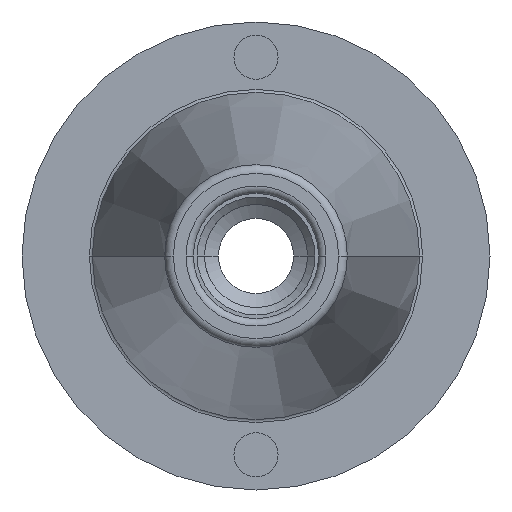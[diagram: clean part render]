
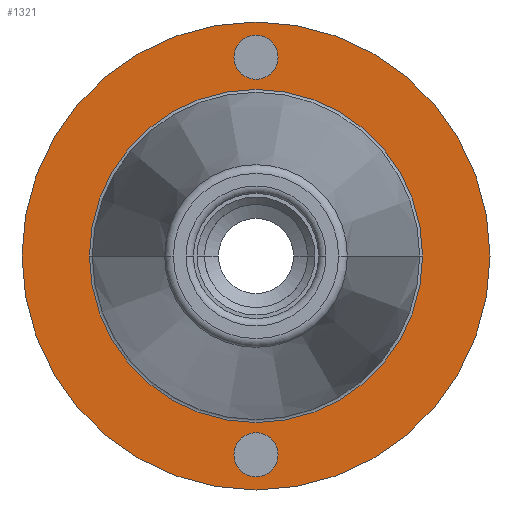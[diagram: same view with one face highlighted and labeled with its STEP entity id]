
A CAD part, left-side view. The second image highlights one B-rep face of the part: STEP entity #1321.
In plain terms, the highlighted planar face has unit normal (-1, 0, 0).
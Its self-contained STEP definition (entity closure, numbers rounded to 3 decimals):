
#70=CARTESIAN_POINT('',(-15.9,0.,0.));
#71=DIRECTION('',(-1.,0.,0.));
#72=DIRECTION('',(0.,1.,0.));
#73=AXIS2_PLACEMENT_3D('',#70,#71,#72);
#75=CARTESIAN_POINT('',(-15.9,0.,0.));
#76=DIRECTION('',(1.,0.,0.));
#77=DIRECTION('',(0.,1.,0.));
#78=AXIS2_PLACEMENT_3D('',#75,#76,#77);
#80=CARTESIAN_POINT('',(-15.9,0.,0.));
#81=DIRECTION('',(1.,0.,0.));
#82=DIRECTION('',(0.,1.,0.));
#83=AXIS2_PLACEMENT_3D('',#80,#81,#82);
#85=CARTESIAN_POINT('',(-15.9,0.,0.));
#86=DIRECTION('',(-1.,0.,0.));
#87=DIRECTION('',(0.,1.,0.));
#88=AXIS2_PLACEMENT_3D('',#85,#86,#87);
#90=CARTESIAN_POINT('',(-15.9,0.,-27.));
#91=DIRECTION('',(1.,0.,0.));
#92=DIRECTION('',(0.,1.,0.));
#93=AXIS2_PLACEMENT_3D('',#90,#91,#92);
#95=CARTESIAN_POINT('',(-15.9,0.,-27.));
#96=DIRECTION('',(1.,0.,0.));
#97=DIRECTION('',(0.,-1.,0.));
#98=AXIS2_PLACEMENT_3D('',#95,#96,#97);
#100=CARTESIAN_POINT('',(-15.9,0.,27.));
#101=DIRECTION('',(1.,0.,0.));
#102=DIRECTION('',(0.,-1.,0.));
#103=AXIS2_PLACEMENT_3D('',#100,#101,#102);
#105=CARTESIAN_POINT('',(-15.9,0.,27.));
#106=DIRECTION('',(1.,0.,0.));
#107=DIRECTION('',(0.,1.,0.));
#108=AXIS2_PLACEMENT_3D('',#105,#106,#107);
#952=CARTESIAN_POINT('',(-15.9,31.775,0.));
#953=CARTESIAN_POINT('',(-15.9,-31.775,0.));
#954=VERTEX_POINT('',#952);
#955=VERTEX_POINT('',#953);
#964=CARTESIAN_POINT('',(-15.9,22.625,0.));
#965=VERTEX_POINT('',#964);
#974=CARTESIAN_POINT('',(-15.9,-22.625,0.));
#975=VERTEX_POINT('',#974);
#1162=CARTESIAN_POINT('',(-15.9,3.,-27.));
#1163=CARTESIAN_POINT('',(-15.9,-3.,-27.));
#1164=VERTEX_POINT('',#1162);
#1165=VERTEX_POINT('',#1163);
#1170=CARTESIAN_POINT('',(-15.9,-3.,27.));
#1171=CARTESIAN_POINT('',(-15.9,3.,27.));
#1172=VERTEX_POINT('',#1170);
#1173=VERTEX_POINT('',#1171);
#1294=CARTESIAN_POINT('',(-15.9,0.,0.));
#1295=DIRECTION('',(1.,0.,0.));
#1296=DIRECTION('',(0.,-1.,0.));
#1297=AXIS2_PLACEMENT_3D('',#1294,#1295,#1296);
#1298=PLANE('',#1297);
#1299=ORIENTED_EDGE('',*,*,#1274,.T.);
#1300=ORIENTED_EDGE('',*,*,#1216,.F.);
#1301=EDGE_LOOP('',(#1299,#1300));
#1302=FACE_OUTER_BOUND('',#1301,.F.);
#1304=ORIENTED_EDGE('',*,*,#1303,.T.);
#1306=ORIENTED_EDGE('',*,*,#1305,.F.);
#1307=EDGE_LOOP('',(#1304,#1306));
#1308=FACE_BOUND('',#1307,.F.);
#1310=ORIENTED_EDGE('',*,*,#1309,.F.);
#1312=ORIENTED_EDGE('',*,*,#1311,.F.);
#1313=EDGE_LOOP('',(#1310,#1312));
#1314=FACE_BOUND('',#1313,.F.);
#1316=ORIENTED_EDGE('',*,*,#1315,.F.);
#1318=ORIENTED_EDGE('',*,*,#1317,.F.);
#1319=EDGE_LOOP('',(#1316,#1318));
#1320=FACE_BOUND('',#1319,.F.);
#1321=ADVANCED_FACE('',(#1302,#1308,#1314,#1320),#1298,.F.);
#74=CIRCLE('',#73,22.625);
#79=CIRCLE('',#78,22.625);
#84=CIRCLE('',#83,31.775);
#89=CIRCLE('',#88,31.775);
#94=CIRCLE('',#93,3.);
#99=CIRCLE('',#98,3.);
#104=CIRCLE('',#103,3.);
#109=CIRCLE('',#108,3.);
#1216=EDGE_CURVE('',#954,#955,#89,.T.);
#1274=EDGE_CURVE('',#954,#955,#84,.T.);
#1303=EDGE_CURVE('',#965,#975,#74,.T.);
#1305=EDGE_CURVE('',#965,#975,#79,.T.);
#1309=EDGE_CURVE('',#1164,#1165,#94,.T.);
#1311=EDGE_CURVE('',#1165,#1164,#99,.T.);
#1315=EDGE_CURVE('',#1172,#1173,#104,.T.);
#1317=EDGE_CURVE('',#1173,#1172,#109,.T.);
